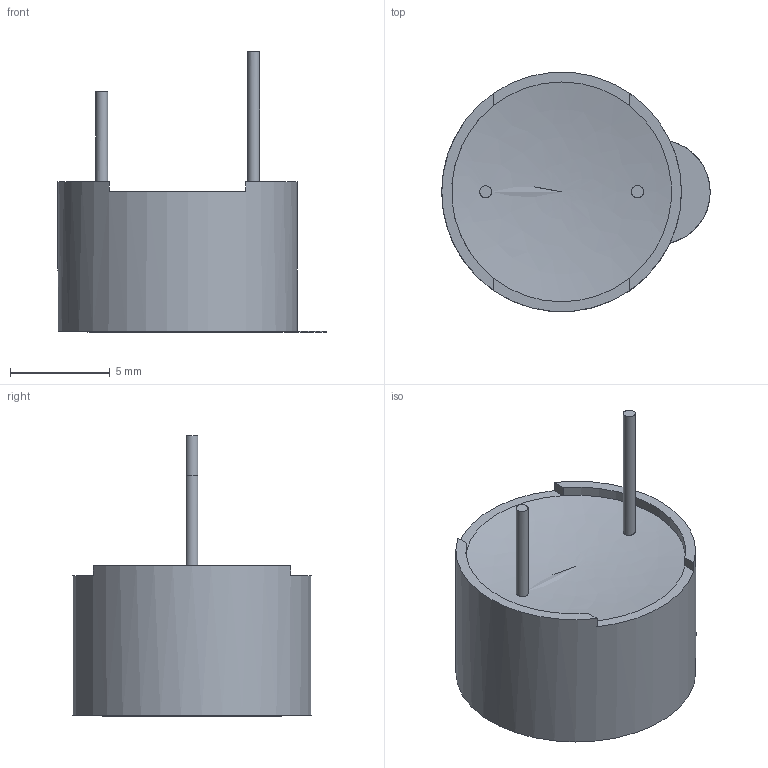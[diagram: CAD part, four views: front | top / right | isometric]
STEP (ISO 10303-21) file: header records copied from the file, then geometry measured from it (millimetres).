
FILE_DESCRIPTION(/* description */ (''),/* implementation_level */ '2;1');
FILE_NAME(/* name */ 'AI-1223-TWT-3V-2-R.ipt.stp',/* time_stamp */ '2020-05-28T11:24:01-04:00',/* author */ ('J.D.'),/* organization */ (''),/* preprocessor_version */ 'ST-DEVELOPER v16.1',/* originating_system */ 'Autodesk Inventor 2016',/* authorisation */ '');
FILE_SCHEMA (('AUTOMOTIVE_DESIGN { 1 0 10303 214 3 1 1 }'));
Length unit declared in the file: millimetre
Products named in the file (1): AI-1223-TWT-3V-2-R
Bounding box: 13.44 x 11.96 x 14.05 mm (x, y, z)
Volume: 494.8 mm3; surface area: 848.9 mm2
Topology: 1 solids, 2 shells, 28 faces, 61 edges, 38 vertices
Faces by surface type: plane 18, cylinder 9, bspline 1
Full cylindrical faces by diameter (mm): 0.6 x2, 2.2 x1, 11 x1, 12 x1
Entity records: 939 total; most frequent: CARTESIAN_POINT 263, DIRECTION 130, ORIENTED_EDGE 108, EDGE_CURVE 54, AXIS2_PLACEMENT_3D 53, VERTEX_POINT 37, EDGE_LOOP 35, STYLED_ITEM 29
